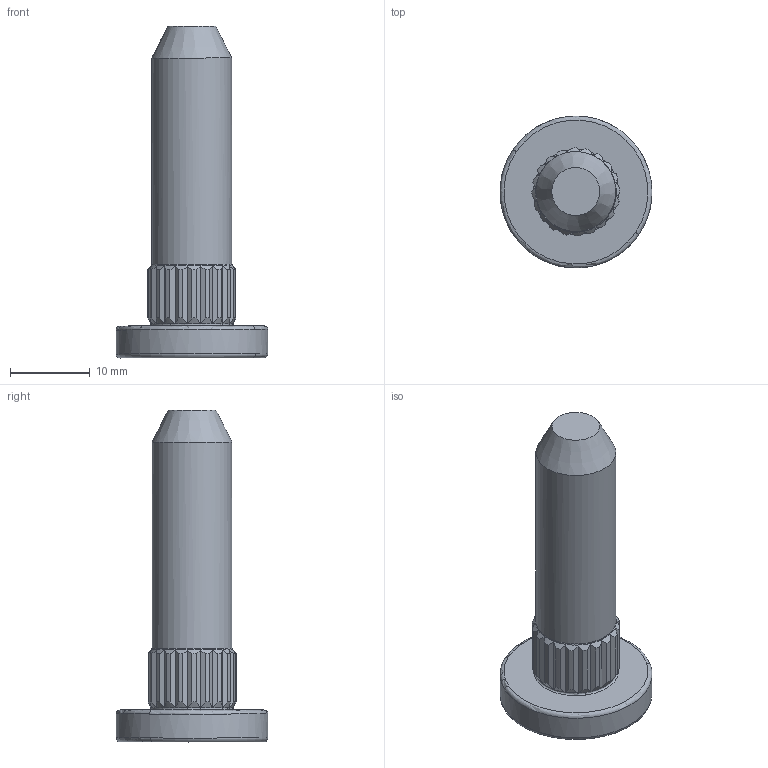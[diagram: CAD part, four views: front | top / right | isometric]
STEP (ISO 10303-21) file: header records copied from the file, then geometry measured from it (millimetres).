
FILE_DESCRIPTION(/* description */ (''),/* implementation_level */ '2;1');
FILE_NAME(/* name */ '33.stp',/* time_stamp */ '2024-07-02T15:50:27+08:00',/* author */ (''),/* organization */ (''),/* preprocessor_version */ 'ST-DEVELOPER v16.7',/* originating_system */ 'SIEMENS PLM Software NX 1946',/* authorisation */ '');
FILE_SCHEMA (('AUTOMOTIVE_DESIGN { 1 0 10303 214 3 1 1 1 }'));
Length unit declared in the file: millimetre
Products named in the file (1): zhenA0B01562mm8s
Bounding box: 18.99 x 18.98 x 41.51 mm (x, y, z)
Volume: 4051.3 mm3; surface area: 1941.4 mm2
Topology: 1 solids, 1 shells, 95 faces, 274 edges, 182 vertices
Faces by surface type: plane 43, cylinder 22, cone 22, torus 8
Full cylindrical faces by diameter (mm): 10 x1, 19 x1
Entity records: 3335 total; most frequent: CARTESIAN_POINT 1061, ORIENTED_EDGE 532, DIRECTION 384, EDGE_CURVE 266, VERTEX_POINT 178, AXIS2_PLACEMENT_3D 162, B_SPLINE_CURVE_WITH_KNOTS 140, EDGE_LOOP 100
